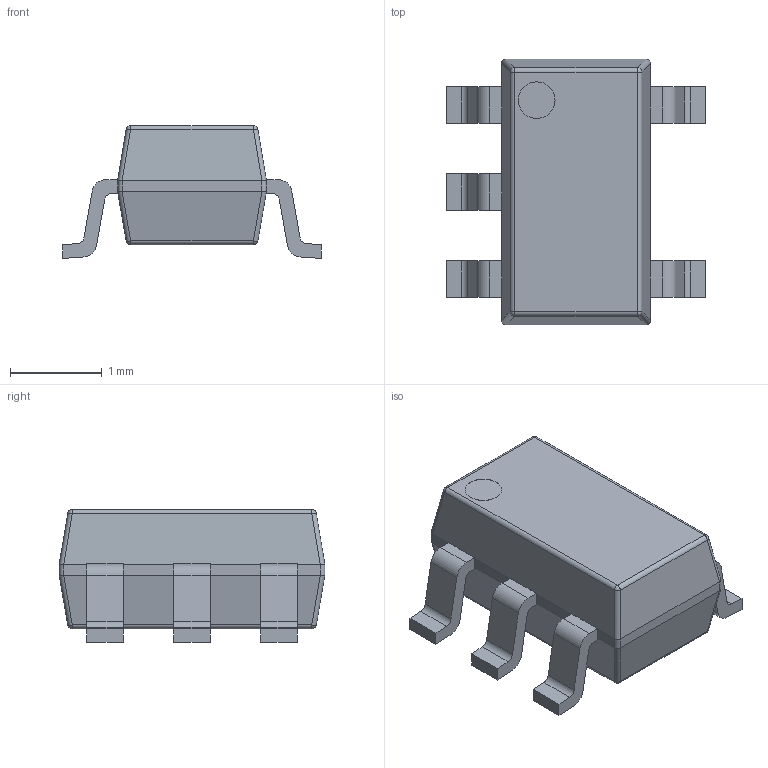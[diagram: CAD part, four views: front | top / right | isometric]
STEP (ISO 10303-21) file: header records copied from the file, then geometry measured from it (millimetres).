
FILE_DESCRIPTION(('STEP AP242'), '1');
FILE_NAME('STM_LMV321ILT', '', ('UNSPECIFIED'), ('UNSPECIFIED'), 'C3D Converter', 'C3D Toolkit', '');
FILE_SCHEMA(('AP242_MANAGED_MODEL_BASED_3D_ENGINEERING_MIM_LF { 1 0 10303 442 1 1 4 }'));
Length unit declared in the file: millimetre
Products named in the file (5): max_Tsop16; IC_BODY; IC_LEG; circle; IC_LEG_MIR2
Assembly tree (7 placements, depth 2):
  max_Tsop16
    IC_BODY
    IC_LEG  x3
    circle
    IC_LEG_MIR2  x2
Bounding box: 2.83 x 2.9 x 1.45 mm (x, y, z)
Volume: 5.9 mm3; surface area: 25.8 mm2
Topology: 7 solids, 7 shells, 115 faces, 278 edges, 177 vertices
Faces by surface type: plane 66, cylinder 41, sphere 8
Full cylindrical faces by diameter (mm): 0.4 x1
Entity records: 2964 total; most frequent: CARTESIAN_POINT 428, DIRECTION 350, ORIENTED_EDGE 340, EDGE_CURVE 170, AXIS2_PLACEMENT_3D 123, VERTEX_POINT 105, LINE 104, VECTOR 104
